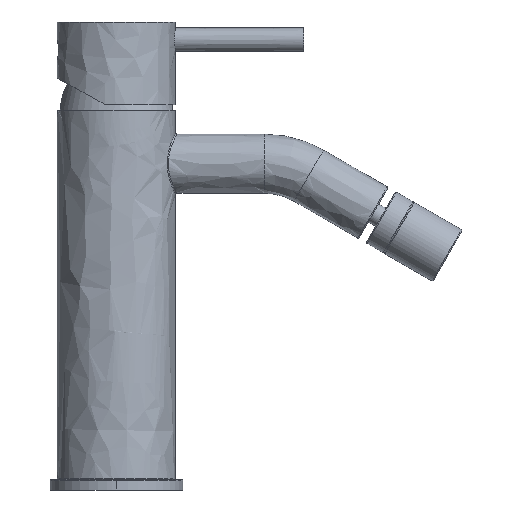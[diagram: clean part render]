
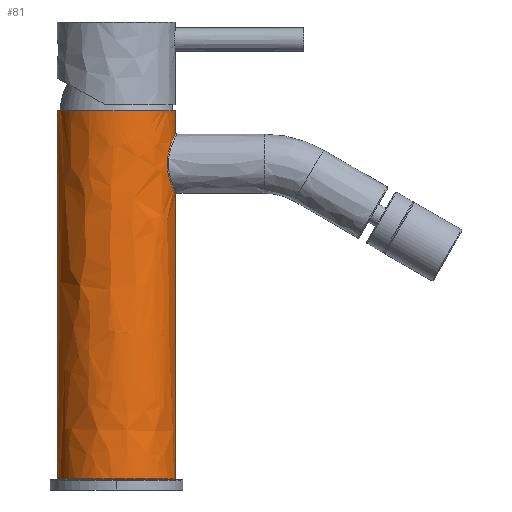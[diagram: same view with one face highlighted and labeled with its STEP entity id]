
A CAD part, left-side view. The second image highlights one B-rep face of the part: STEP entity #81.
In plain terms, the highlighted free-form (B-spline) face has degree [2, 1] with [5, 2] control points.
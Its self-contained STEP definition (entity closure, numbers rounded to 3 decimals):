
#81=ADVANCED_FACE('',(#148),#864,.T.);
#148=FACE_OUTER_BOUND('',#215,.T.);
#215=EDGE_LOOP('',(#363,#364,#365,#366,#367,#368));
#363=ORIENTED_EDGE('',*,*,#583,.T.);
#364=ORIENTED_EDGE('',*,*,#575,.F.);
#365=ORIENTED_EDGE('',*,*,#584,.T.);
#366=ORIENTED_EDGE('',*,*,#567,.F.);
#367=ORIENTED_EDGE('',*,*,#580,.F.);
#368=ORIENTED_EDGE('',*,*,#579,.T.);
#567=EDGE_CURVE('',#804,#815,#697,.T.);
#575=EDGE_CURVE('',#807,#814,#705,.T.);
#579=EDGE_CURVE('',#812,#813,#709,.T.);
#580=EDGE_CURVE('',#812,#804,#710,.T.);
#583=EDGE_CURVE('',#813,#814,#713,.T.);
#584=EDGE_CURVE('',#807,#815,#714,.T.);
#697=(
BOUNDED_CURVE()
B_SPLINE_CURVE(2,(#1872,#1873,#1874,#1875,#1876),.UNSPECIFIED.,.F.,.F.)
B_SPLINE_CURVE_WITH_KNOTS((3,2,3),(0.,31.416,62.832),
 .UNSPECIFIED.)
CURVE()
GEOMETRIC_REPRESENTATION_ITEM()
RATIONAL_B_SPLINE_CURVE((1.,0.707,1.,0.707,1.))
REPRESENTATION_ITEM('')
);
#705=(
BOUNDED_CURVE()
B_SPLINE_CURVE(3,(#1924,#1925,#1926,#1927,#1928,#1929,#1930,#1931,#1932,
#1933,#1934,#1935,#1936,#1937,#1938,#1939,#1940,#1941,#1942),
 .UNSPECIFIED.,.F.,.F.)
B_SPLINE_CURVE_WITH_KNOTS((4,1,1,1,1,1,1,1,1,1,1,1,1,1,1,1,4),(0.,2.149,
4.286,6.403,8.504,10.589,12.663,
14.734,16.802,18.87,20.941,23.015,
25.1,27.201,29.318,31.456,33.604),
 .UNSPECIFIED.)
CURVE()
GEOMETRIC_REPRESENTATION_ITEM()
RATIONAL_B_SPLINE_CURVE((1.,1.,1.,1.,1.,
1.,1.,1.,1.,1.,1.,1.,1.,
1.,1.,1.,1.,1.,1.))
REPRESENTATION_ITEM('')
);
#709=(
BOUNDED_CURVE()
B_SPLINE_CURVE(2,(#1973,#1974,#1975,#1976,#1977),.UNSPECIFIED.,.F.,.F.)
B_SPLINE_CURVE_WITH_KNOTS((3,2,3),(0.,30.944,61.888),
 .UNSPECIFIED.)
CURVE()
GEOMETRIC_REPRESENTATION_ITEM()
RATIONAL_B_SPLINE_CURVE((1.,0.707,1.,0.707,1.))
REPRESENTATION_ITEM('')
);
#710=(
BOUNDED_CURVE()
B_SPLINE_CURVE(1,(#1978,#1979),.UNSPECIFIED.,.F.,.F.)
B_SPLINE_CURVE_WITH_KNOTS((2,2),(0.3,125.),
 .UNSPECIFIED.)
CURVE()
GEOMETRIC_REPRESENTATION_ITEM()
RATIONAL_B_SPLINE_CURVE((1.,1.))
REPRESENTATION_ITEM('')
);
#713=(
BOUNDED_CURVE()
B_SPLINE_CURVE(1,(#2008,#2009),.UNSPECIFIED.,.F.,.F.)
B_SPLINE_CURVE_WITH_KNOTS((2,2),(0.3,96.5),
 .UNSPECIFIED.)
CURVE()
GEOMETRIC_REPRESENTATION_ITEM()
RATIONAL_B_SPLINE_CURVE((1.,1.))
REPRESENTATION_ITEM('')
);
#714=(
BOUNDED_CURVE()
B_SPLINE_CURVE(1,(#2010,#2011),.UNSPECIFIED.,.F.,.F.)
B_SPLINE_CURVE_WITH_KNOTS((2,2),(117.5,125.),
 .UNSPECIFIED.)
CURVE()
GEOMETRIC_REPRESENTATION_ITEM()
RATIONAL_B_SPLINE_CURVE((1.,1.))
REPRESENTATION_ITEM('')
);
#804=VERTEX_POINT('',#1854);
#807=VERTEX_POINT('',#1857);
#812=VERTEX_POINT('',#1862);
#813=VERTEX_POINT('',#1863);
#814=VERTEX_POINT('',#1864);
#815=VERTEX_POINT('',#1865);
#864=(
BOUNDED_SURFACE()
B_SPLINE_SURFACE(2,1,((#1462,#1463),(#1464,#1465),(#1466,#1467),(#1468,
#1469),(#1470,#1471)),.UNSPECIFIED.,.F.,.F.,.F.)
B_SPLINE_SURFACE_WITH_KNOTS((3,2,3),(2,2),(0.,31.416,62.832),
(0.,125.),.UNSPECIFIED.)
GEOMETRIC_REPRESENTATION_ITEM()
RATIONAL_B_SPLINE_SURFACE(((1.,1.),(0.707,0.707),
(1.,1.),(0.707,0.707),(1.,1.)))
REPRESENTATION_ITEM('')
SURFACE()
);
#1462=CARTESIAN_POINT('',(4999.758,894.151,3.5));
#1463=CARTESIAN_POINT('',(4999.758,894.151,128.5));
#1464=CARTESIAN_POINT('',(4979.758,894.151,3.5));
#1465=CARTESIAN_POINT('',(4979.758,894.151,128.5));
#1466=CARTESIAN_POINT('',(4979.758,874.151,3.5));
#1467=CARTESIAN_POINT('',(4979.758,874.151,128.5));
#1468=CARTESIAN_POINT('',(4979.758,854.151,3.5));
#1469=CARTESIAN_POINT('',(4979.758,854.151,128.5));
#1470=CARTESIAN_POINT('',(4999.758,854.151,3.5));
#1471=CARTESIAN_POINT('',(4999.758,854.151,128.5));
#1854=CARTESIAN_POINT('',(4999.758,894.151,128.5));
#1857=CARTESIAN_POINT('',(4999.758,854.151,121.));
#1862=CARTESIAN_POINT('',(4999.758,894.151,3.8));
#1863=CARTESIAN_POINT('',(4999.758,854.151,3.8));
#1864=CARTESIAN_POINT('',(4999.758,854.151,100.));
#1865=CARTESIAN_POINT('',(4999.758,854.151,128.5));
#1872=CARTESIAN_POINT('',(4999.758,894.151,128.5));
#1873=CARTESIAN_POINT('',(4979.758,894.151,128.5));
#1874=CARTESIAN_POINT('',(4979.758,874.151,128.5));
#1875=CARTESIAN_POINT('',(4979.758,854.151,128.5));
#1876=CARTESIAN_POINT('',(4999.758,854.151,128.5));
#1924=CARTESIAN_POINT('',(4999.758,854.151,121.));
#1925=CARTESIAN_POINT('',(4999.059,854.151,121.));
#1926=CARTESIAN_POINT('',(4997.666,854.225,120.853));
#1927=CARTESIAN_POINT('',(4995.691,854.538,120.213));
#1928=CARTESIAN_POINT('',(4993.918,854.997,119.208));
#1929=CARTESIAN_POINT('',(4992.398,855.535,117.896));
#1930=CARTESIAN_POINT('',(4991.16,856.081,116.325));
#1931=CARTESIAN_POINT('',(4990.231,856.559,114.534));
#1932=CARTESIAN_POINT('',(4989.648,856.893,112.569));
#1933=CARTESIAN_POINT('',(4989.447,857.014,110.5));
#1934=CARTESIAN_POINT('',(4989.648,856.893,108.431));
#1935=CARTESIAN_POINT('',(4990.231,856.559,106.466));
#1936=CARTESIAN_POINT('',(4991.16,856.081,104.675));
#1937=CARTESIAN_POINT('',(4992.398,855.535,103.104));
#1938=CARTESIAN_POINT('',(4993.918,854.997,101.792));
#1939=CARTESIAN_POINT('',(4995.691,854.538,100.787));
#1940=CARTESIAN_POINT('',(4997.666,854.225,100.147));
#1941=CARTESIAN_POINT('',(4999.06,854.151,100.));
#1942=CARTESIAN_POINT('',(4999.758,854.151,100.));
#1973=CARTESIAN_POINT('',(4999.758,894.151,3.8));
#1974=CARTESIAN_POINT('',(4979.758,894.151,3.8));
#1975=CARTESIAN_POINT('',(4979.758,874.151,3.8));
#1976=CARTESIAN_POINT('',(4979.758,854.151,3.8));
#1977=CARTESIAN_POINT('',(4999.758,854.151,3.8));
#1978=CARTESIAN_POINT('',(4999.758,894.151,3.8));
#1979=CARTESIAN_POINT('',(4999.758,894.151,128.5));
#2008=CARTESIAN_POINT('',(4999.758,854.151,3.8));
#2009=CARTESIAN_POINT('',(4999.758,854.151,100.));
#2010=CARTESIAN_POINT('',(4999.758,854.151,121.));
#2011=CARTESIAN_POINT('',(4999.758,854.151,128.5));
